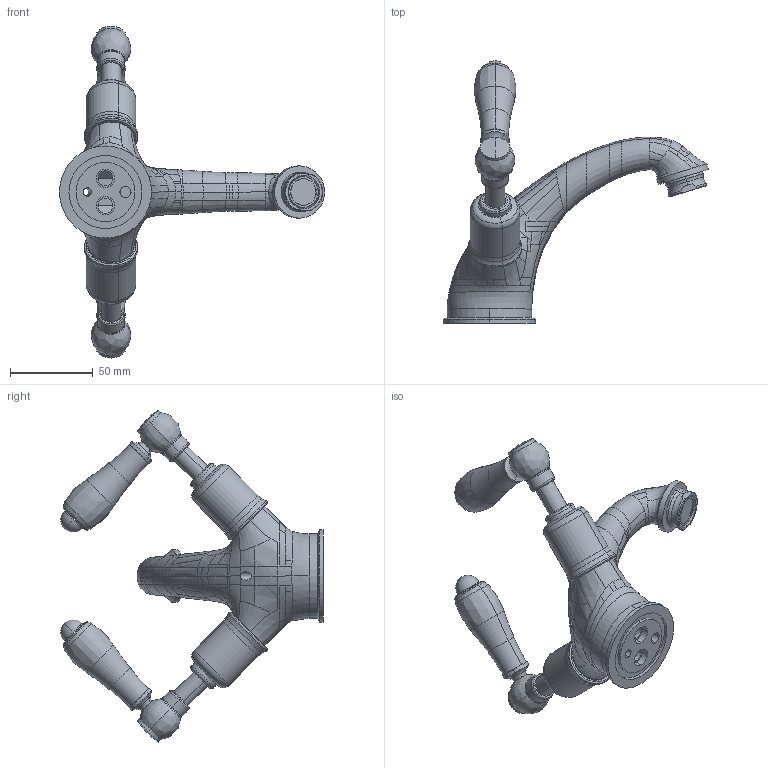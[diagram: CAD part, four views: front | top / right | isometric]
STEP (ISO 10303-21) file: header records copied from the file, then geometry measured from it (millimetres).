
FILE_DESCRIPTION((''),'2;1');
FILE_NAME('85169_ASM','2018-08-13T',('MQ'),(''),'PRO/ENGINEER BY PARAMETRIC TECHNOLOGY CORPORATION, 2012130','PRO/ENGINEER BY PARAMETRIC TECHNOLOGY CORPORATION, 2012130','');
FILE_SCHEMA(('CONFIG_CONTROL_DESIGN'));
Length unit declared in the file: millimetre
Products named in the file (19): MANIFOLD_SOLID_BREP_511; MANIFOLD_SOLID_BREP_512; MANIFOLD_SOLID_BREP_513; MANIFOLD_SOLID_BREP_514; MANIFOLD_SOLID_BREP_515; MANIFOLD_SOLID_BREP_516; MANIFOLD_SOLID_BREP_517; MANIFOLD_SOLID_BREP_518; MANIFOLD_SOLID_BREP_519; MANIFOLD_SOLID_BREP_520; MANIFOLD_SOLID_BREP_521; MANIFOLD_SOLID_BREP_522; MANIFOLD_SOLID_BREP_523; MANIFOLD_SOLID_BREP_524; MANIFOLD_SOLID_BREP_525; MANIFOLD_SOLID_BREP_526; MANIFOLD_SOLID_BREP_527; ADMI0493TIPH_ASM; 85169_ASM
Assembly tree (18 placements, depth 3):
  85169_ASM
    ADMI0493TIPH_ASM
      MANIFOLD_SOLID_BREP_511
      MANIFOLD_SOLID_BREP_512
      MANIFOLD_SOLID_BREP_513
      MANIFOLD_SOLID_BREP_514
      MANIFOLD_SOLID_BREP_515
      MANIFOLD_SOLID_BREP_516
      MANIFOLD_SOLID_BREP_517
      MANIFOLD_SOLID_BREP_518
      MANIFOLD_SOLID_BREP_519
      MANIFOLD_SOLID_BREP_520
      MANIFOLD_SOLID_BREP_521
      MANIFOLD_SOLID_BREP_522
      MANIFOLD_SOLID_BREP_523
      MANIFOLD_SOLID_BREP_524
      MANIFOLD_SOLID_BREP_525
      MANIFOLD_SOLID_BREP_526
      MANIFOLD_SOLID_BREP_527
Bounding box: 159.82 x 158.06 x 200.09 mm (x, y, z)
Volume: 79320.9 mm3; surface area: 95669.9 mm2
Topology: 16 solids, 17 shells, 1104 faces, 2846 edges, 1783 vertices
Faces by surface type: bspline 491, plane 241, cylinder 194, torus 102, cone 68, sphere 8
Entity records: 60396 total; most frequent: CARTESIAN_POINT 36854, ORIENTED_EDGE 5623, DIRECTION 3505, EDGE_CURVE 2825, VERTEX_POINT 1783, AXIS2_PLACEMENT_3D 1438, B_SPLINE_CURVE_WITH_KNOTS 1425, EDGE_LOOP 1189
